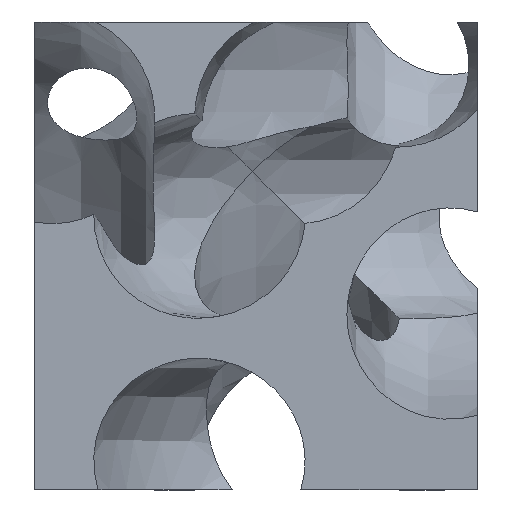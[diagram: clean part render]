
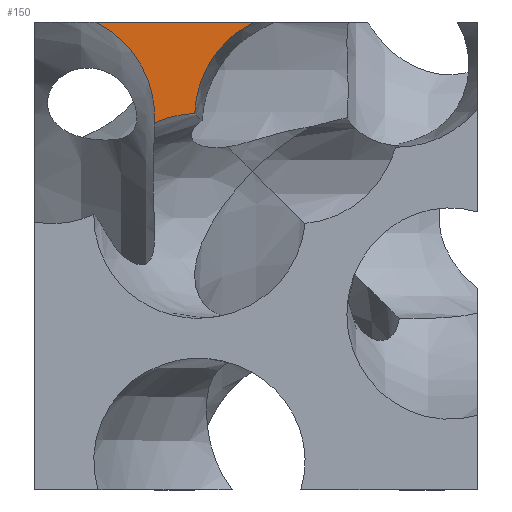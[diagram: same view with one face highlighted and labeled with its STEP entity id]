
A CAD part, top view. The second image highlights one B-rep face of the part: STEP entity #150.
In plain terms, the highlighted planar face has unit normal (0, 0, 1).
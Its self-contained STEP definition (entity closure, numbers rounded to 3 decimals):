
#52=CARTESIAN_POINT('Axis2P3D Location',(0.,0.,4393.)) ;
#58=CARTESIAN_POINT('Control Point',(1276.78,3347.933,4393.)) ;
#59=CARTESIAN_POINT('Control Point',(1225.509,3323.81,4393.)) ;
#60=CARTESIAN_POINT('Control Point',(1175.61,3296.951,4393.)) ;
#61=CARTESIAN_POINT('Control Point',(1127.281,3267.48,4393.)) ;
#62=CARTESIAN_POINT('Control Point',(1033.401,3203.113,4393.)) ;
#63=CARTESIAN_POINT('Control Point',(947.258,3129.404,4393.)) ;
#64=CARTESIAN_POINT('Control Point',(905.98,3090.067,4393.)) ;
#65=CARTESIAN_POINT('Control Point',(847.187,3027.764,4393.)) ;
#66=CARTESIAN_POINT('Control Point',(793.773,2961.351,4393.)) ;
#67=CARTESIAN_POINT('Control Point',(776.428,2938.571,4393.)) ;
#68=CARTESIAN_POINT('Control Point',(747.074,2897.83,4393.)) ;
#69=CARTESIAN_POINT('Control Point',(719.712,2855.898,4393.)) ;
#70=CARTESIAN_POINT('Control Point',(708.3,2837.628,4393.)) ;
#71=CARTESIAN_POINT('Control Point',(667.404,2769.178,4393.)) ;
#72=CARTESIAN_POINT('Control Point',(631.745,2698.177,4393.)) ;
#73=CARTESIAN_POINT('Control Point',(608.566,2645.204,4393.)) ;
#74=CARTESIAN_POINT('Control Point',(567.516,2536.206,4393.)) ;
#75=CARTESIAN_POINT('Control Point',(538.338,2424.491,4393.)) ;
#76=CARTESIAN_POINT('Control Point',(526.624,2367.534,4393.)) ;
#77=CARTESIAN_POINT('Control Point',(515.258,2292.806,4393.)) ;
#78=CARTESIAN_POINT('Control Point',(508.965,2218.101,4393.)) ;
#79=CARTESIAN_POINT('Control Point',(507.765,2200.554,4393.)) ;
#80=CARTESIAN_POINT('Control Point',(506.842,2183.02,4393.)) ;
#81=CARTESIAN_POINT('Control Point',(506.194,2165.507,4393.)) ;
#82=CARTESIAN_POINT('Vertex',(1276.78,3347.933,4393.)) ;
#84=CARTESIAN_POINT('Vertex',(506.194,2165.507,4393.)) ;
#87=CARTESIAN_POINT('Line Origine',(246.737,3347.933,4393.)) ;
#91=CARTESIAN_POINT('Vertex',(-783.306,3347.933,4393.)) ;
#95=CARTESIAN_POINT('Control Point',(-783.306,3347.933,4393.)) ;
#96=CARTESIAN_POINT('Control Point',(-732.035,3323.81,4393.)) ;
#97=CARTESIAN_POINT('Control Point',(-682.136,3296.951,4393.)) ;
#98=CARTESIAN_POINT('Control Point',(-633.807,3267.48,4393.)) ;
#99=CARTESIAN_POINT('Control Point',(-539.928,3203.113,4393.)) ;
#100=CARTESIAN_POINT('Control Point',(-453.784,3129.404,4393.)) ;
#101=CARTESIAN_POINT('Control Point',(-412.507,3090.067,4393.)) ;
#102=CARTESIAN_POINT('Control Point',(-353.713,3027.764,4393.)) ;
#103=CARTESIAN_POINT('Control Point',(-300.299,2961.351,4393.)) ;
#104=CARTESIAN_POINT('Control Point',(-282.954,2938.571,4393.)) ;
#105=CARTESIAN_POINT('Control Point',(-253.6,2897.83,4393.)) ;
#106=CARTESIAN_POINT('Control Point',(-226.238,2855.898,4393.)) ;
#107=CARTESIAN_POINT('Control Point',(-214.827,2837.628,4393.)) ;
#108=CARTESIAN_POINT('Control Point',(-173.931,2769.178,4393.)) ;
#109=CARTESIAN_POINT('Control Point',(-138.272,2698.177,4393.)) ;
#110=CARTESIAN_POINT('Control Point',(-115.092,2645.204,4393.)) ;
#111=CARTESIAN_POINT('Control Point',(-74.043,2536.206,4393.)) ;
#112=CARTESIAN_POINT('Control Point',(-44.865,2424.491,4393.)) ;
#113=CARTESIAN_POINT('Control Point',(-33.15,2367.534,4393.)) ;
#114=CARTESIAN_POINT('Control Point',(-20.202,2282.402,4393.)) ;
#115=CARTESIAN_POINT('Control Point',(-13.838,2197.301,4393.)) ;
#116=CARTESIAN_POINT('Control Point',(-12.452,2169.376,4393.)) ;
#117=CARTESIAN_POINT('Control Point',(-11.763,2141.506,4393.)) ;
#118=CARTESIAN_POINT('Control Point',(-11.763,2113.717,4393.)) ;
#119=CARTESIAN_POINT('Vertex',(-11.763,2113.717,4393.)) ;
#123=CARTESIAN_POINT('Control Point',(-13.503,2043.872,4393.)) ;
#124=CARTESIAN_POINT('Control Point',(-12.806,2057.866,4393.)) ;
#125=CARTESIAN_POINT('Control Point',(-12.284,2071.85,4393.)) ;
#126=CARTESIAN_POINT('Control Point',(-11.936,2085.822,4393.)) ;
#127=CARTESIAN_POINT('Control Point',(-11.763,2099.779,4393.)) ;
#128=CARTESIAN_POINT('Control Point',(-11.763,2113.717,4393.)) ;
#129=CARTESIAN_POINT('Vertex',(-13.503,2043.872,4393.)) ;
#133=CARTESIAN_POINT('Control Point',(506.194,2165.507,4393.)) ;
#134=CARTESIAN_POINT('Control Point',(456.354,2163.664,4393.)) ;
#135=CARTESIAN_POINT('Control Point',(406.347,2159.591,4393.)) ;
#136=CARTESIAN_POINT('Control Point',(356.319,2153.247,4393.)) ;
#137=CARTESIAN_POINT('Control Point',(250.865,2134.973,4393.)) ;
#138=CARTESIAN_POINT('Control Point',(146.712,2106.36,4393.)) ;
#139=CARTESIAN_POINT('Control Point',(92.42,2088.397,4393.)) ;
#140=CARTESIAN_POINT('Control Point',(38.939,2067.555,4393.)) ;
#141=CARTESIAN_POINT('Control Point',(-13.503,2043.872,4393.)) ;
#53=DIRECTION('Axis2P3D Direction',(0.,0.,1.)) ;
#54=DIRECTION('Axis2P3D XDirection',(1.,0.,0.)) ;
#88=DIRECTION('Vector Direction',(1.,0.,0.)) ;
#55=AXIS2_PLACEMENT_3D('Plane Axis2P3D',#52,#53,#54) ;
#144=ORIENTED_EDGE('',*,*,#86,.F.) ;
#145=ORIENTED_EDGE('',*,*,#93,.F.) ;
#146=ORIENTED_EDGE('',*,*,#121,.T.) ;
#147=ORIENTED_EDGE('',*,*,#131,.F.) ;
#148=ORIENTED_EDGE('',*,*,#142,.F.) ;
#89=VECTOR('Line Direction',#88,1.) ;
#150=ADVANCED_FACE('Body.2',(#149),#56,.T.) ;
#57=B_SPLINE_CURVE_WITH_KNOTS('',5,(#58,#59,#60,#61,#62,#63,#64,#65,#66,#67,#68,#69,#70,#71,#72,#73,#74,#75,#76,#77,#78,#79,#80,#81),.UNSPECIFIED.,.F.,.U.,(6,3,3,3,3,3,3,6),(0.,392.524,791.125,993.183,1146.065,1559.832,1983.324,2113.418),.UNSPECIFIED.) ;
#94=B_SPLINE_CURVE_WITH_KNOTS('',5,(#95,#96,#97,#98,#99,#100,#101,#102,#103,#104,#105,#106,#107,#108,#109,#110,#111,#112,#113,#114,#115,#116,#117,#118),.UNSPECIFIED.,.F.,.U.,(6,3,3,3,3,3,3,6),(0.,392.524,791.125,993.183,1146.065,1559.832,1983.324,2190.489),.UNSPECIFIED.) ;
#122=B_SPLINE_CURVE_WITH_KNOTS('',5,(#123,#124,#125,#126,#127,#128),.UNSPECIFIED.,.F.,.U.,(6,6),(3222.565,3326.469),.UNSPECIFIED.) ;
#132=B_SPLINE_CURVE_WITH_KNOTS('',5,(#133,#134,#135,#136,#137,#138,#139,#140,#141),.UNSPECIFIED.,.F.,.U.,(6,3,6),(77.071,447.305,859.535),.UNSPECIFIED.) ;
#86=EDGE_CURVE('',#83,#85,#57,.T.) ;
#93=EDGE_CURVE('',#92,#83,#90,.T.) ;
#121=EDGE_CURVE('',#92,#120,#94,.T.) ;
#131=EDGE_CURVE('',#130,#120,#122,.T.) ;
#142=EDGE_CURVE('',#85,#130,#132,.T.) ;
#143=EDGE_LOOP('',(#144,#145,#146,#147,#148)) ;
#149=FACE_OUTER_BOUND('',#143,.T.) ;
#90=LINE('Line',#87,#89) ;
#56=PLANE('Plane',#55) ;
#83=VERTEX_POINT('',#82) ;
#85=VERTEX_POINT('',#84) ;
#92=VERTEX_POINT('',#91) ;
#120=VERTEX_POINT('',#119) ;
#130=VERTEX_POINT('',#129) ;
